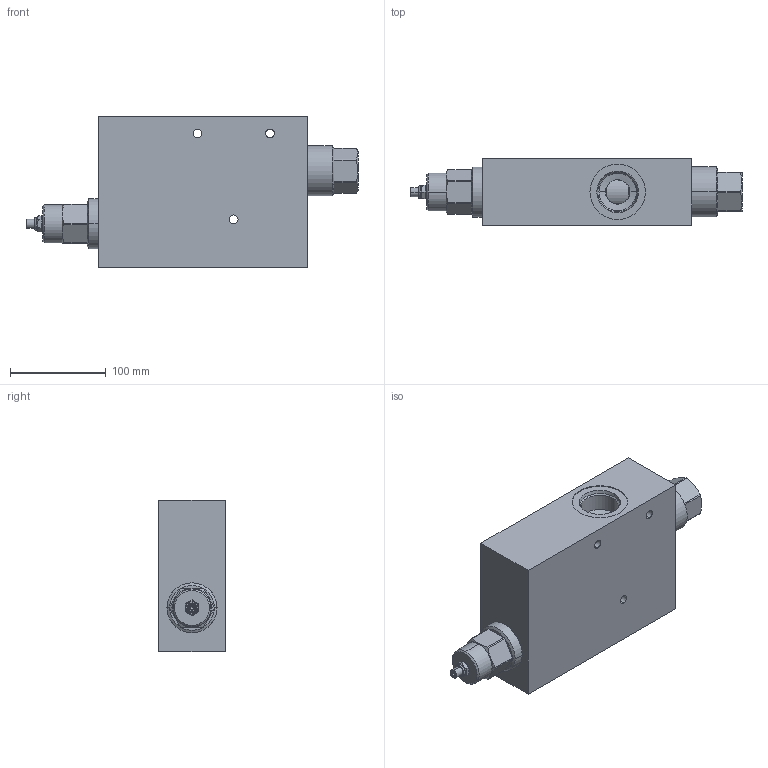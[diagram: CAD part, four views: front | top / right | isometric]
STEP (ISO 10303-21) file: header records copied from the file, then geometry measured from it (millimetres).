
FILE_DESCRIPTION((''),'2;1');
FILE_NAME('XPJBLINXN_ASM','2021-02-18T',('ProEService'),(''),'PRO/ENGINEER BY PARAMETRIC TECHNOLOGY CORPORATION, 2014200','PRO/ENGINEER BY PARAMETRIC TECHNOLOGY CORPORATION, 2014200','');
FILE_SCHEMA(('CONFIG_CONTROL_DESIGN'));
Length unit declared in the file: inch
Products named in the file (5): 150-067-002; A330-006-016; NFFDLIN; LHJAXFN; XPJBLINXN_ASM
Assembly tree (4 placements, depth 2):
  XPJBLINXN_ASM
    150-067-002
    A330-006-016
    NFFDLIN
    LHJAXFN
Bounding box: 347.65 x 69.85 x 158.75 mm (x, y, z)
Volume: 2232262.7 mm3; surface area: 271373.4 mm2
Topology: 10 solids, 18 shells, 724 faces, 1955 edges, 1392 vertices
Faces by surface type: cylinder 296, plane 154, cone 148, torus 104, revolution 22
Entity records: 26743 total; most frequent: CARTESIAN_POINT 8431, DIRECTION 3992, ORIENTED_EDGE 3406, EDGE_CURVE 1703, AXIS2_PLACEMENT_3D 1599, VERTEX_POINT 1032, CIRCLE 877, EDGE_LOOP 837
